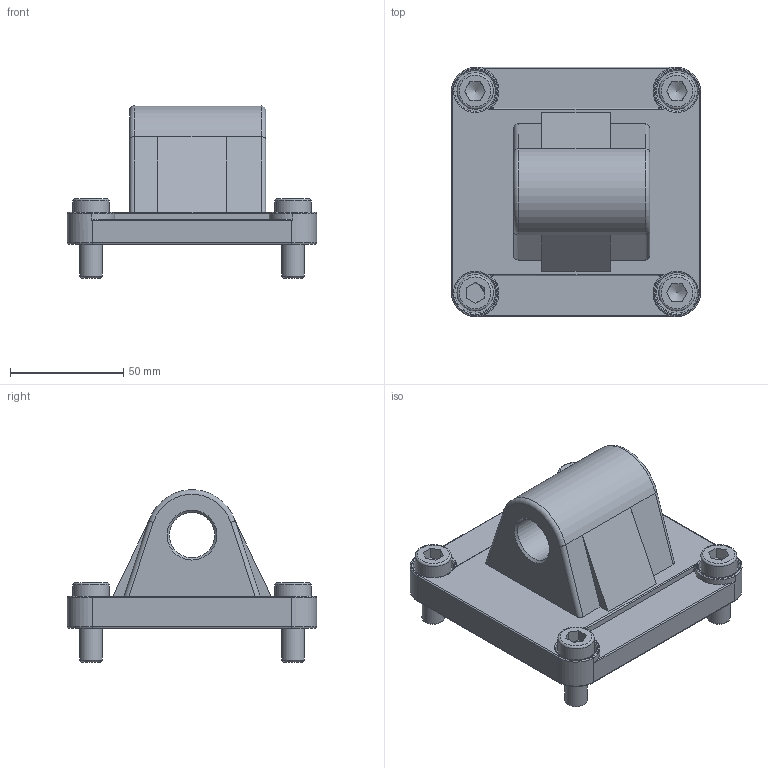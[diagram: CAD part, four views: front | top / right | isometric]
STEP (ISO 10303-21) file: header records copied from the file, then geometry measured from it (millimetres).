
FILE_DESCRIPTION(/* description */ (''),/* implementation_level */ '2;1');
FILE_NAME(/* name */ 'CAD_83092.stp',/* time_stamp */ '2018-02-16T12:53:16+01:00',/* author */ ('Hypex'),/* organization */ ('Hypex'),/* preprocessor_version */ 'ST-DEVELOPER v17',/* originating_system */ 'Autodesk Inventor 2018',/* authorisation */ '');
FILE_SCHEMA (('AUTOMOTIVE_DESIGN { 1 0 10303 214 3 1 1 }'));
Length unit declared in the file: millimetre
Products named in the file (1): CAD_83092
Bounding box: 110 x 110 x 75.93 mm (x, y, z)
Volume: 261326.8 mm3; surface area: 49860.3 mm2
Topology: 5 solids, 5 shells, 165 faces, 408 edges, 259 vertices
Faces by surface type: plane 63, cylinder 49, torus 30, cone 19, bspline 4
Full cylindrical faces by diameter (mm): 10 x4, 11 x4, 16 x4, 18 x4, 20 x1, 55 x1
Entity records: 5483 total; most frequent: CARTESIAN_POINT 1333, DIRECTION 863, ORIENTED_EDGE 800, EDGE_CURVE 400, AXIS2_PLACEMENT_3D 349, VERTEX_POINT 259, EDGE_LOOP 189, CIRCLE 183
